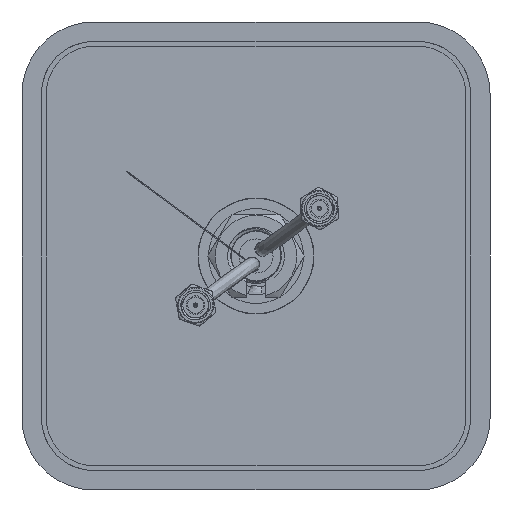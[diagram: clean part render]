
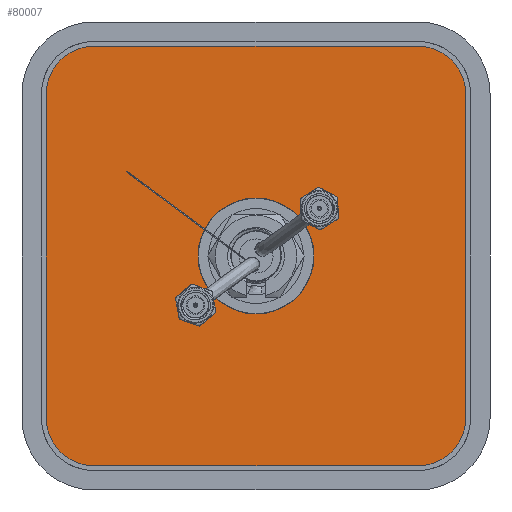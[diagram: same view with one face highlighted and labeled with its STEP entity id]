
A CAD part, front view. The second image highlights one B-rep face of the part: STEP entity #80007.
In plain terms, the highlighted planar face has unit normal (0, -1, 0).
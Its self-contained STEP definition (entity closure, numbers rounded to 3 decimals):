
#2719 = VERTEX_POINT ( 'NONE', #37726 ) ;
#3424 = LINE ( 'NONE', #76628, #19054 ) ;
#5463 = DIRECTION ( 'NONE',  ( 0., 1., 0. ) ) ;
#7146 = ORIENTED_EDGE ( 'NONE', *, *, #42429, .F. ) ;
#9116 = AXIS2_PLACEMENT_3D ( 'NONE', #66779, #52468, #12348 ) ;
#11290 = ORIENTED_EDGE ( 'NONE', *, *, #31683, .F. ) ;
#11818 = CARTESIAN_POINT ( 'NONE',  ( 45.25, -0.4, -35.01 ) ) ;
#12348 = DIRECTION ( 'NONE',  ( 0., 0., 1. ) ) ;
#13264 = ORIENTED_EDGE ( 'NONE', *, *, #54489, .F. ) ;
#13517 = CARTESIAN_POINT ( 'NONE',  ( 0., -0.4, 12.5 ) ) ;
#17598 = DIRECTION ( 'NONE',  ( 0., 0., -1. ) ) ;
#19054 = VECTOR ( 'NONE', #43978, 1000. ) ;
#19675 = CARTESIAN_POINT ( 'NONE',  ( -35.01, -0.4, 35.01 ) ) ;
#20280 = CIRCLE ( 'NONE', #9116, 12.5 ) ;
#20788 = ORIENTED_EDGE ( 'NONE', *, *, #60302, .F. ) ;
#22911 = FACE_BOUND ( 'NONE', #27280, .T. ) ;
#23217 = CIRCLE ( 'NONE', #60816, 10.24 ) ;
#25251 = EDGE_CURVE ( 'NONE', #45069, #45069, #20280, .T. ) ;
#26334 = AXIS2_PLACEMENT_3D ( 'NONE', #19675, #40159, #45836 ) ;
#26619 = CARTESIAN_POINT ( 'NONE',  ( -35.01, -0.4, -45.25 ) ) ;
#27280 = EDGE_LOOP ( 'NONE', ( #63741 ) ) ;
#28434 = DIRECTION ( 'NONE',  ( 0., 1., 0. ) ) ;
#28493 = DIRECTION ( 'NONE',  ( 1., 0., 0. ) ) ;
#30352 = PLANE ( 'NONE',  #48174 ) ;
#31197 = CARTESIAN_POINT ( 'NONE',  ( 35.01, -0.4, -35.01 ) ) ;
#31683 = EDGE_CURVE ( 'NONE', #58190, #35664, #80610, .T. ) ;
#31992 = ORIENTED_EDGE ( 'NONE', *, *, #53906, .F. ) ;
#33350 = EDGE_CURVE ( 'NONE', #35664, #2719, #35866, .T. ) ;
#34905 = CARTESIAN_POINT ( 'NONE',  ( -35.01, -0.4, -45.25 ) ) ;
#35294 = VECTOR ( 'NONE', #17598, 1000. ) ;
#35301 = ORIENTED_EDGE ( 'NONE', *, *, #74478, .F. ) ;
#35664 = VERTEX_POINT ( 'NONE', #79104 ) ;
#35866 = LINE ( 'NONE', #80349, #62460 ) ;
#37726 = CARTESIAN_POINT ( 'NONE',  ( 35.01, -0.4, 45.25 ) ) ;
#40159 = DIRECTION ( 'NONE',  ( 0., 1., 0. ) ) ;
#40227 = EDGE_CURVE ( 'NONE', #58596, #47784, #23217, .T. ) ;
#42429 = EDGE_CURVE ( 'NONE', #76778, #58596, #47547, .T. ) ;
#42831 = CARTESIAN_POINT ( 'NONE',  ( 35.01, -0.4, -45.25 ) ) ;
#43978 = DIRECTION ( 'NONE',  ( 0., 0., 1. ) ) ;
#44862 = CIRCLE ( 'NONE', #55963, 10.24 ) ;
#45069 = VERTEX_POINT ( 'NONE', #13517 ) ;
#45836 = DIRECTION ( 'NONE',  ( 0., 0., -1. ) ) ;
#47547 = LINE ( 'NONE', #34905, #50274 ) ;
#47784 = VERTEX_POINT ( 'NONE', #76947 ) ;
#48174 = AXIS2_PLACEMENT_3D ( 'NONE', #31197, #57784, #84331 ) ;
#50274 = VECTOR ( 'NONE', #79812, 1000. ) ;
#52468 = DIRECTION ( 'NONE',  ( 0., 1., 0. ) ) ;
#53906 = EDGE_CURVE ( 'NONE', #47784, #58190, #3424, .T. ) ;
#54489 = EDGE_CURVE ( 'NONE', #76921, #76778, #67695, .T. ) ;
#54997 = CARTESIAN_POINT ( 'NONE',  ( 35.01, -0.4, -35.01 ) ) ;
#55119 = ORIENTED_EDGE ( 'NONE', *, *, #40227, .F. ) ;
#55963 = AXIS2_PLACEMENT_3D ( 'NONE', #66430, #5463, #59496 ) ;
#56060 = FACE_OUTER_BOUND ( 'NONE', #76212, .T. ) ;
#56337 = VERTEX_POINT ( 'NONE', #73211 ) ;
#57784 = DIRECTION ( 'NONE',  ( 0., 1., 0. ) ) ;
#58190 = VERTEX_POINT ( 'NONE', #72447 ) ;
#58596 = VERTEX_POINT ( 'NONE', #26619 ) ;
#59496 = DIRECTION ( 'NONE',  ( 0., 0., -1. ) ) ;
#60302 = EDGE_CURVE ( 'NONE', #2719, #56337, #44862, .T. ) ;
#60816 = AXIS2_PLACEMENT_3D ( 'NONE', #69789, #62853, #70223 ) ;
#62460 = VECTOR ( 'NONE', #28493, 1000. ) ;
#62853 = DIRECTION ( 'NONE',  ( 0., 1., 0. ) ) ;
#63741 = ORIENTED_EDGE ( 'NONE', *, *, #25251, .T. ) ;
#66430 = CARTESIAN_POINT ( 'NONE',  ( 35.01, -0.4, 35.01 ) ) ;
#66779 = CARTESIAN_POINT ( 'NONE',  ( 0., -0.4, 0. ) ) ;
#67695 = CIRCLE ( 'NONE', #71929, 10.24 ) ;
#69789 = CARTESIAN_POINT ( 'NONE',  ( -35.01, -0.4, -35.01 ) ) ;
#70223 = DIRECTION ( 'NONE',  ( 0., 0., 1. ) ) ;
#71929 = AXIS2_PLACEMENT_3D ( 'NONE', #54997, #28434, #81967 ) ;
#72447 = CARTESIAN_POINT ( 'NONE',  ( -45.25, -0.4, 35.01 ) ) ;
#73211 = CARTESIAN_POINT ( 'NONE',  ( 45.25, -0.4, 35.01 ) ) ;
#74412 = ORIENTED_EDGE ( 'NONE', *, *, #33350, .F. ) ;
#74478 = EDGE_CURVE ( 'NONE', #56337, #76921, #83791, .T. ) ;
#76212 = EDGE_LOOP ( 'NONE', ( #13264, #35301, #20788, #74412, #11290, #31992, #55119, #7146 ) ) ;
#76628 = CARTESIAN_POINT ( 'NONE',  ( -45.25, -0.4, 35.01 ) ) ;
#76778 = VERTEX_POINT ( 'NONE', #42831 ) ;
#76921 = VERTEX_POINT ( 'NONE', #11818 ) ;
#76947 = CARTESIAN_POINT ( 'NONE',  ( -45.25, -0.4, -35.01 ) ) ;
#77700 = CARTESIAN_POINT ( 'NONE',  ( 45.25, -0.4, 35.01 ) ) ;
#79104 = CARTESIAN_POINT ( 'NONE',  ( -35.01, -0.4, 45.25 ) ) ;
#79812 = DIRECTION ( 'NONE',  ( -1., 0., 0. ) ) ;
#80007 = ADVANCED_FACE ( 'NONE', ( #56060, #22911 ), #30352, .F. ) ;
#80349 = CARTESIAN_POINT ( 'NONE',  ( -35.01, -0.4, 45.25 ) ) ;
#80610 = CIRCLE ( 'NONE', #26334, 10.24 ) ;
#81967 = DIRECTION ( 'NONE',  ( 0., 0., 1. ) ) ;
#83791 = LINE ( 'NONE', #77700, #35294 ) ;
#84331 = DIRECTION ( 'NONE',  ( 0., 0., 1. ) ) ;
